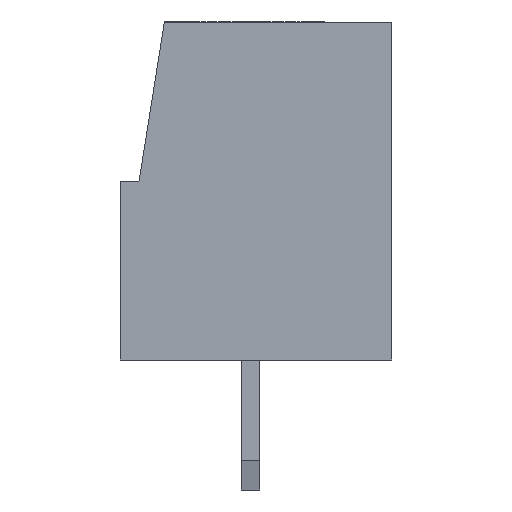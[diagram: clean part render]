
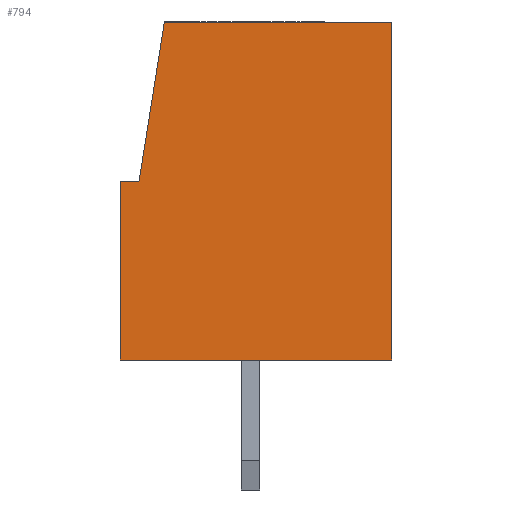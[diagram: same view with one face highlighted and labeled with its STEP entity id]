
A CAD part, left-side view. The second image highlights one B-rep face of the part: STEP entity #794.
In plain terms, the highlighted planar face has unit normal (-1, 0, 0).
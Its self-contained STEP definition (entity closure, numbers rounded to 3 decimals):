
#794 = ADVANCED_FACE( '', ( #1558 ), #1559, .F. );
#1558 = FACE_OUTER_BOUND( '', #2323, .T. );
#1559 = PLANE( '', #2324 );
#2323 = EDGE_LOOP( '', ( #4348, #4349, #4350, #4351, #4352, #4353 ) );
#2324 = AXIS2_PLACEMENT_3D( '', #4354, #4355, #4356 );
#4348 = ORIENTED_EDGE( '', *, *, #5251, .T. );
#4349 = ORIENTED_EDGE( '', *, *, #4944, .T. );
#4350 = ORIENTED_EDGE( '', *, *, #5161, .T. );
#4351 = ORIENTED_EDGE( '', *, *, #5152, .T. );
#4352 = ORIENTED_EDGE( '', *, *, #5273, .T. );
#4353 = ORIENTED_EDGE( '', *, *, #5257, .T. );
#4354 = CARTESIAN_POINT( '', ( -1.905, -8.03, -3.632 ) );
#4355 = DIRECTION( '', ( 1., 0., 0. ) );
#4356 = DIRECTION( '', ( 0., 0., 1. ) );
#4944 = EDGE_CURVE( '', #5994, #6004, #6006, .T. );
#5152 = EDGE_CURVE( '', #6327, #6331, #6333, .T. );
#5161 = EDGE_CURVE( '', #6004, #6327, #6346, .T. );
#5251 = EDGE_CURVE( '', #6482, #5994, #6483, .T. );
#5257 = EDGE_CURVE( '', #6492, #6482, #6493, .T. );
#5273 = EDGE_CURVE( '', #6331, #6492, #6514, .T. );
#5994 = VERTEX_POINT( '', #7487 );
#6004 = VERTEX_POINT( '', #7501 );
#6006 = LINE( '', #7504, #7505 );
#6327 = VERTEX_POINT( '', #7982 );
#6331 = VERTEX_POINT( '', #7988 );
#6333 = LINE( '', #7991, #7992 );
#6346 = LINE( '', #8011, #8012 );
#6482 = VERTEX_POINT( '', #8211 );
#6483 = LINE( '', #8212, #8213 );
#6492 = VERTEX_POINT( '', #8226 );
#6493 = LINE( '', #8227, #8228 );
#6514 = LINE( '', #8261, #8262 );
#7487 = CARTESIAN_POINT( '', ( -1.905, -7.3, 9.1 ) );
#7501 = CARTESIAN_POINT( '', ( -1.905, -1.181, 9.1 ) );
#7504 = CARTESIAN_POINT( '', ( -1.905, -3.5, 9.1 ) );
#7505 = VECTOR( '', #9170, 1000. );
#7982 = CARTESIAN_POINT( '', ( -1.905, -0.5, 4.8 ) );
#7988 = CARTESIAN_POINT( '', ( -1.905, 0., 4.8 ) );
#7991 = CARTESIAN_POINT( '', ( -1.905, -3.5, 4.8 ) );
#7992 = VECTOR( '', #9348, 1000. );
#8011 = CARTESIAN_POINT( '', ( -1.905, 0.26, 0. ) );
#8012 = VECTOR( '', #9355, 1000. );
#8211 = CARTESIAN_POINT( '', ( -1.905, -7.3, 0. ) );
#8212 = CARTESIAN_POINT( '', ( -1.905, -7.3, 0. ) );
#8213 = VECTOR( '', #9431, 1000. );
#8226 = CARTESIAN_POINT( '', ( -1.905, 0., 0. ) );
#8227 = CARTESIAN_POINT( '', ( -1.905, -3.5, 0. ) );
#8228 = VECTOR( '', #9436, 1000. );
#8261 = CARTESIAN_POINT( '', ( -1.905, 0., 0. ) );
#8262 = VECTOR( '', #9449, 1000. );
#9170 = DIRECTION( '', ( 0., 1., 0. ) );
#9348 = DIRECTION( '', ( 0., 1., 0. ) );
#9355 = DIRECTION( '', ( 0., 0.156, -0.988 ) );
#9431 = DIRECTION( '', ( 0., 0., 1. ) );
#9436 = DIRECTION( '', ( 0., -1., 0. ) );
#9449 = DIRECTION( '', ( 0., 0., -1. ) );
